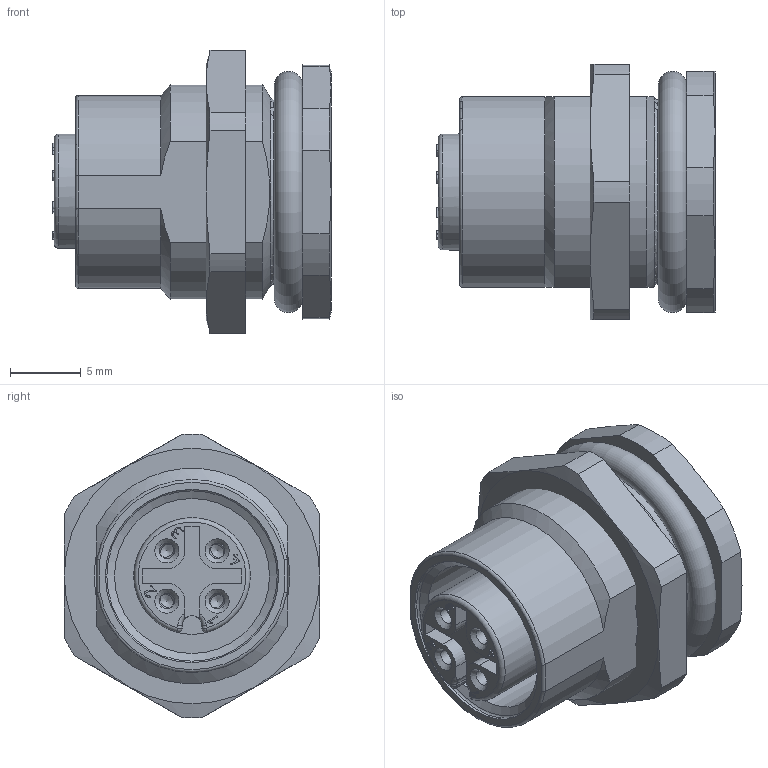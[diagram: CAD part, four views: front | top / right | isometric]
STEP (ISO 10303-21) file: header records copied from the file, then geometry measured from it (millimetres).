
FILE_DESCRIPTION(/* description */ (''),/* implementation_level */ '2;1');
FILE_NAME(/* name */ '09-3432-216-04_bg.stp',/* time_stamp */ '2009-08-20T08:24:04+02:00',/* author */ (''),/* organization */ (''),/* preprocessor_version */ 'ST-DEVELOPER v11',/* originating_system */ 'UGS - NX 5.0',/* authorisation */ '');
FILE_SCHEMA (('CONFIG_CONTROL_DESIGN'));
Length unit declared in the file: millimetre
Products named in the file (1): cerl00FDntox
Bounding box: 19.6 x 18 x 19.99 mm (x, y, z)
Volume: 2640.5 mm3; surface area: 3485.6 mm2
Topology: 3 solids, 3 shells, 373 faces, 974 edges, 617 vertices
Faces by surface type: plane 148, cylinder 90, extrusion 69, cone 36, bspline 12, torus 12, sphere 6
Full cylindrical faces by diameter (mm): 1.1 x12, 1.4 x4, 1.5 x4, 1.6 x8, 7.5 x1, 8.2 x1, 10.917 x1, 11 x1, 12.2 x1, 13.8 x1
Entity records: 11766 total; most frequent: CARTESIAN_POINT 3306, ORIENTED_EDGE 1720, DIRECTION 1594, EDGE_CURVE 860, VERTEX_POINT 575, AXIS2_PLACEMENT_3D 562, VECTOR 470, EDGE_LOOP 448
